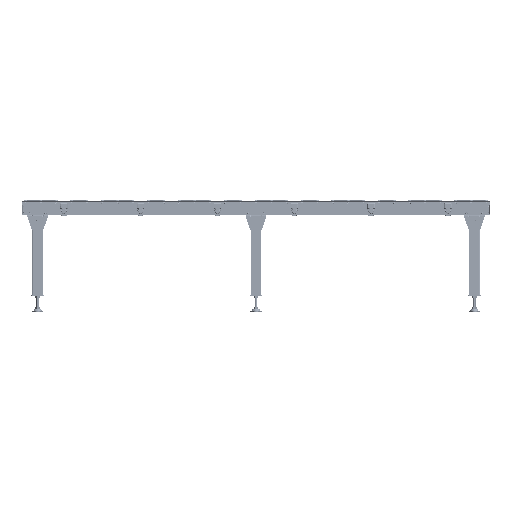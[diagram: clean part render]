
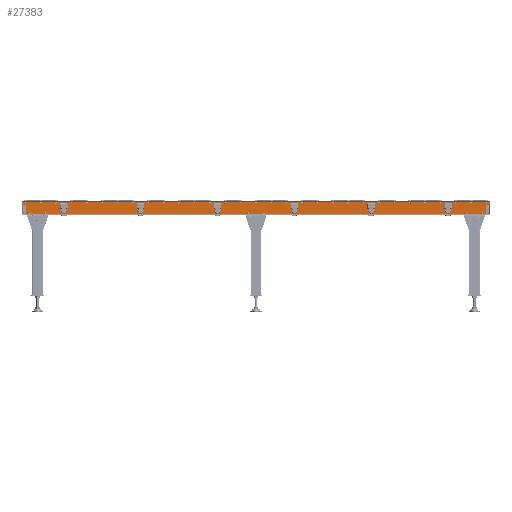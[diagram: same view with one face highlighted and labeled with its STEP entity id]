
A CAD part, top view. The second image highlights one B-rep face of the part: STEP entity #27383.
In plain terms, the highlighted planar face has unit normal (0, 0, 1).
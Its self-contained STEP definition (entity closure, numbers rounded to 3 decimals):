
#119 = FACE_OUTER_BOUND ( 'NONE', #26040, .T. ) ;
#616 = CARTESIAN_POINT ( 'NONE',  ( 0., 4.8, -26.8 ) ) ;
#897 = CARTESIAN_POINT ( 'NONE',  ( 3000., 85.2, -26.8 ) ) ;
#2157 = CARTESIAN_POINT ( 'NONE',  ( 10., 20., -26.8 ) ) ;
#2337 = CARTESIAN_POINT ( 'NONE',  ( 0., 0., -26.8 ) ) ;
#2743 = PLANE ( 'NONE',  #21684 ) ;
#2858 = CARTESIAN_POINT ( 'NONE',  ( 0., 0., -26.8 ) ) ;
#2963 = DIRECTION ( 'NONE',  ( -1., 0., 0. ) ) ;
#2976 = DIRECTION ( 'NONE',  ( -1., 0., 0. ) ) ;
#3331 = VERTEX_POINT ( 'NONE', #33215 ) ;
#3769 = CARTESIAN_POINT ( 'NONE',  ( 2990., 50., -26.8 ) ) ;
#3991 = FACE_BOUND ( 'NONE', #8193, .T. ) ;
#4537 = EDGE_CURVE ( 'NONE', #20225, #25138, #9113, .T. ) ;
#5773 = AXIS2_PLACEMENT_3D ( 'NONE', #6619, #6853, #23396 ) ;
#5849 = VERTEX_POINT ( 'NONE', #2157 ) ;
#6619 = CARTESIAN_POINT ( 'NONE',  ( 2985., 20., -26.8 ) ) ;
#6853 = DIRECTION ( 'NONE',  ( 0., 0., 1. ) ) ;
#7170 = ORIENTED_EDGE ( 'NONE', *, *, #19877, .F. ) ;
#7351 = CARTESIAN_POINT ( 'NONE',  ( 20., 20., -26.8 ) ) ;
#7461 = AXIS2_PLACEMENT_3D ( 'NONE', #24413, #27212, #16158 ) ;
#7608 = EDGE_LOOP ( 'NONE', ( #31241, #35573 ) ) ;
#8041 = ORIENTED_EDGE ( 'NONE', *, *, #4537, .F. ) ;
#8193 = EDGE_LOOP ( 'NONE', ( #23406, #8041 ) ) ;
#8288 = LINE ( 'NONE', #8333, #14830 ) ;
#8333 = CARTESIAN_POINT ( 'NONE',  ( 3000., 0., -26.8 ) ) ;
#8498 = CARTESIAN_POINT ( 'NONE',  ( 15., 20., -26.8 ) ) ;
#8826 = LINE ( 'NONE', #14219, #21473 ) ;
#8969 = VERTEX_POINT ( 'NONE', #19919 ) ;
#8986 = VERTEX_POINT ( 'NONE', #33789 ) ;
#9023 = LINE ( 'NONE', #2337, #9909 ) ;
#9113 = CIRCLE ( 'NONE', #9124, 5. ) ;
#9124 = AXIS2_PLACEMENT_3D ( 'NONE', #30329, #16731, #16917 ) ;
#9909 = VECTOR ( 'NONE', #21650, 1000. ) ;
#11320 = VERTEX_POINT ( 'NONE', #897 ) ;
#11418 = FACE_BOUND ( 'NONE', #7608, .T. ) ;
#11510 = DIRECTION ( 'NONE',  ( 1., 0., 0. ) ) ;
#11615 = ORIENTED_EDGE ( 'NONE', *, *, #23575, .F. ) ;
#11772 = CARTESIAN_POINT ( 'NONE',  ( 20., 50., -26.8 ) ) ;
#12788 = EDGE_CURVE ( 'NONE', #5849, #14772, #29031, .T. ) ;
#12928 = EDGE_CURVE ( 'NONE', #34817, #20222, #19058, .T. ) ;
#12950 = ORIENTED_EDGE ( 'NONE', *, *, #26840, .F. ) ;
#13999 = ORIENTED_EDGE ( 'NONE', *, *, #27448, .F. ) ;
#14183 = CIRCLE ( 'NONE', #7461, 5. ) ;
#14219 = CARTESIAN_POINT ( 'NONE',  ( 0., 85.2, -26.8 ) ) ;
#14537 = DIRECTION ( 'NONE',  ( 0., 0., 1. ) ) ;
#14609 = AXIS2_PLACEMENT_3D ( 'NONE', #27713, #35750, #19098 ) ;
#14772 = VERTEX_POINT ( 'NONE', #7351 ) ;
#14830 = VECTOR ( 'NONE', #27775, 1000. ) ;
#15386 = CARTESIAN_POINT ( 'NONE',  ( 2985., 50., -26.8 ) ) ;
#15506 = DIRECTION ( 'NONE',  ( 0., 0., 1. ) ) ;
#16158 = DIRECTION ( 'NONE',  ( -1., 0., 0. ) ) ;
#16400 = ORIENTED_EDGE ( 'NONE', *, *, #29497, .F. ) ;
#16731 = DIRECTION ( 'NONE',  ( 0., 0., 1. ) ) ;
#16794 = AXIS2_PLACEMENT_3D ( 'NONE', #17436, #14537, #34189 ) ;
#16849 = DIRECTION ( 'NONE',  ( 0., 0., -1. ) ) ;
#16917 = DIRECTION ( 'NONE',  ( -1., 0., 0. ) ) ;
#17280 = AXIS2_PLACEMENT_3D ( 'NONE', #19742, #19631, #2976 ) ;
#17367 = CARTESIAN_POINT ( 'NONE',  ( 2980., 50., -26.8 ) ) ;
#17436 = CARTESIAN_POINT ( 'NONE',  ( 2985., 50., -26.8 ) ) ;
#18382 = EDGE_CURVE ( 'NONE', #25138, #20225, #14183, .T. ) ;
#19058 = CIRCLE ( 'NONE', #30523, 5. ) ;
#19098 = DIRECTION ( 'NONE',  ( -1., 0., 0. ) ) ;
#19100 = CIRCLE ( 'NONE', #5773, 5. ) ;
#19631 = DIRECTION ( 'NONE',  ( 0., 0., 1. ) ) ;
#19742 = CARTESIAN_POINT ( 'NONE',  ( 15., 20., -26.8 ) ) ;
#19877 = EDGE_CURVE ( 'NONE', #3331, #25934, #21017, .T. ) ;
#19919 = CARTESIAN_POINT ( 'NONE',  ( 2990., 20., -26.8 ) ) ;
#20027 = DIRECTION ( 'NONE',  ( -1., 0., 0. ) ) ;
#20222 = VERTEX_POINT ( 'NONE', #17367 ) ;
#20225 = VERTEX_POINT ( 'NONE', #11772 ) ;
#20623 = CARTESIAN_POINT ( 'NONE',  ( 0., 4.8, -26.8 ) ) ;
#21017 = LINE ( 'NONE', #616, #34935 ) ;
#21473 = VECTOR ( 'NONE', #11510, 1000. ) ;
#21650 = DIRECTION ( 'NONE',  ( 0., 1., 0. ) ) ;
#21684 = AXIS2_PLACEMENT_3D ( 'NONE', #2858, #16849, #2963 ) ;
#22514 = DIRECTION ( 'NONE',  ( -1., 0., 0. ) ) ;
#23005 = CARTESIAN_POINT ( 'NONE',  ( 10., 50., -26.8 ) ) ;
#23177 = CIRCLE ( 'NONE', #16794, 5. ) ;
#23396 = DIRECTION ( 'NONE',  ( -1., 0., 0. ) ) ;
#23406 = ORIENTED_EDGE ( 'NONE', *, *, #18382, .F. ) ;
#23530 = EDGE_CURVE ( 'NONE', #25934, #8986, #9023, .T. ) ;
#23575 = EDGE_CURVE ( 'NONE', #8969, #34501, #30354, .T. ) ;
#24111 = DIRECTION ( 'NONE',  ( -1., 0., 0. ) ) ;
#24413 = CARTESIAN_POINT ( 'NONE',  ( 15., 50., -26.8 ) ) ;
#24488 = FACE_BOUND ( 'NONE', #30525, .T. ) ;
#24989 = CIRCLE ( 'NONE', #29352, 5. ) ;
#25138 = VERTEX_POINT ( 'NONE', #23005 ) ;
#25934 = VERTEX_POINT ( 'NONE', #20623 ) ;
#26040 = EDGE_LOOP ( 'NONE', ( #32525, #12950, #26515, #7170 ) ) ;
#26515 = ORIENTED_EDGE ( 'NONE', *, *, #23530, .F. ) ;
#26840 = EDGE_CURVE ( 'NONE', #8986, #11320, #8826, .T. ) ;
#27212 = DIRECTION ( 'NONE',  ( 0., 0., 1. ) ) ;
#27383 = ADVANCED_FACE ( 'NONE', ( #119, #11418, #3991, #32725, #24488 ), #2743, .F. ) ;
#27448 = EDGE_CURVE ( 'NONE', #20222, #34817, #23177, .T. ) ;
#27713 = CARTESIAN_POINT ( 'NONE',  ( 2985., 20., -26.8 ) ) ;
#27775 = DIRECTION ( 'NONE',  ( 0., -1., 0. ) ) ;
#28908 = EDGE_CURVE ( 'NONE', #11320, #3331, #8288, .T. ) ;
#29031 = CIRCLE ( 'NONE', #17280, 5. ) ;
#29352 = AXIS2_PLACEMENT_3D ( 'NONE', #8498, #33537, #20027 ) ;
#29497 = EDGE_CURVE ( 'NONE', #34501, #8969, #19100, .T. ) ;
#30329 = CARTESIAN_POINT ( 'NONE',  ( 15., 50., -26.8 ) ) ;
#30354 = CIRCLE ( 'NONE', #14609, 5. ) ;
#30523 = AXIS2_PLACEMENT_3D ( 'NONE', #15386, #15506, #24111 ) ;
#30525 = EDGE_LOOP ( 'NONE', ( #13999, #33661 ) ) ;
#31241 = ORIENTED_EDGE ( 'NONE', *, *, #12788, .F. ) ;
#31255 = EDGE_LOOP ( 'NONE', ( #16400, #11615 ) ) ;
#31988 = EDGE_CURVE ( 'NONE', #14772, #5849, #24989, .T. ) ;
#32525 = ORIENTED_EDGE ( 'NONE', *, *, #28908, .F. ) ;
#32725 = FACE_BOUND ( 'NONE', #31255, .T. ) ;
#33215 = CARTESIAN_POINT ( 'NONE',  ( 3000., 4.8, -26.8 ) ) ;
#33537 = DIRECTION ( 'NONE',  ( 0., 0., 1. ) ) ;
#33661 = ORIENTED_EDGE ( 'NONE', *, *, #12928, .F. ) ;
#33789 = CARTESIAN_POINT ( 'NONE',  ( 0., 85.2, -26.8 ) ) ;
#34189 = DIRECTION ( 'NONE',  ( -1., 0., 0. ) ) ;
#34501 = VERTEX_POINT ( 'NONE', #35549 ) ;
#34817 = VERTEX_POINT ( 'NONE', #3769 ) ;
#34935 = VECTOR ( 'NONE', #22514, 1000. ) ;
#35549 = CARTESIAN_POINT ( 'NONE',  ( 2980., 20., -26.8 ) ) ;
#35573 = ORIENTED_EDGE ( 'NONE', *, *, #31988, .F. ) ;
#35750 = DIRECTION ( 'NONE',  ( 0., 0., 1. ) ) ;
